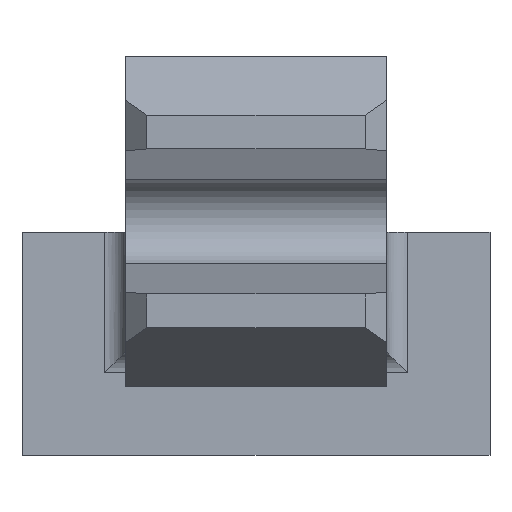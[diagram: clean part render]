
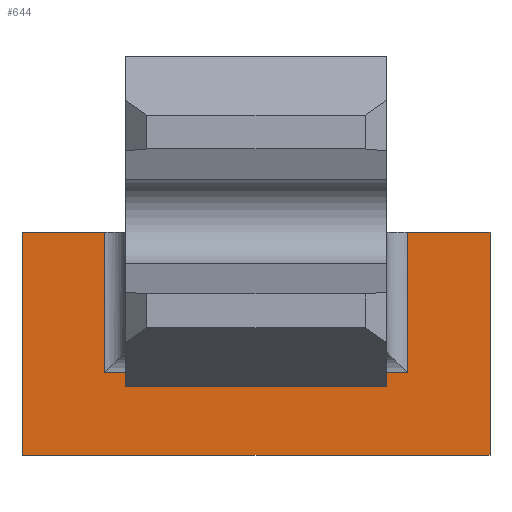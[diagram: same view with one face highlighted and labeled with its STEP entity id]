
A CAD part, front view. The second image highlights one B-rep face of the part: STEP entity #644.
In plain terms, the highlighted planar face has unit normal (0, -1, 0).
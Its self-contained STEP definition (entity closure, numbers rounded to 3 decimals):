
#45=DIRECTION('',(1.,0.,0.));
#46=VECTOR('',#45,0.775);
#47=CARTESIAN_POINT('',(1.425,0.,-0.1));
#48=LINE('',#47,#46);
#49=DIRECTION('',(0.,0.,-1.));
#50=VECTOR('',#49,2.1);
#51=CARTESIAN_POINT('',(2.2,0.,-0.1));
#52=LINE('',#51,#50);
#53=DIRECTION('',(-1.,0.,0.));
#54=VECTOR('',#53,4.4);
#55=CARTESIAN_POINT('',(2.2,0.,-2.2));
#56=LINE('',#55,#54);
#57=DIRECTION('',(0.,0.,1.));
#58=VECTOR('',#57,2.1);
#59=CARTESIAN_POINT('',(-2.2,0.,-2.2));
#60=LINE('',#59,#58);
#61=DIRECTION('',(1.,0.,0.));
#62=VECTOR('',#61,0.775);
#63=CARTESIAN_POINT('',(-2.2,0.,-0.1));
#64=LINE('',#63,#62);
#65=DIRECTION('',(0.,0.,-1.));
#66=VECTOR('',#65,1.325);
#67=CARTESIAN_POINT('',(1.425,0.,-0.1));
#68=LINE('',#67,#66);
#88=DIRECTION('',(1.,0.,0.));
#89=VECTOR('',#88,2.85);
#90=CARTESIAN_POINT('',(-1.425,0.,-1.425));
#91=LINE('',#90,#89);
#106=DIRECTION('',(0.,0.,-1.));
#107=VECTOR('',#106,1.325);
#108=CARTESIAN_POINT('',(-1.425,0.,-0.1));
#109=LINE('',#108,#107);
#485=CARTESIAN_POINT('',(-2.2,0.,-2.2));
#486=CARTESIAN_POINT('',(-2.2,0.,-0.1));
#487=VERTEX_POINT('',#485);
#488=VERTEX_POINT('',#486);
#489=CARTESIAN_POINT('',(2.2,0.,-0.1));
#490=CARTESIAN_POINT('',(2.2,0.,-2.2));
#491=VERTEX_POINT('',#489);
#492=VERTEX_POINT('',#490);
#517=CARTESIAN_POINT('',(-1.425,0.,-0.1));
#518=CARTESIAN_POINT('',(-1.425,0.,-1.425));
#519=VERTEX_POINT('',#517);
#520=VERTEX_POINT('',#518);
#525=CARTESIAN_POINT('',(1.425,0.,-1.425));
#526=VERTEX_POINT('',#525);
#529=CARTESIAN_POINT('',(1.425,0.,-0.1));
#530=VERTEX_POINT('',#529);
#621=CARTESIAN_POINT('',(0.,0.,0.));
#622=DIRECTION('',(0.,1.,0.));
#623=DIRECTION('',(1.,0.,0.));
#624=AXIS2_PLACEMENT_3D('',#621,#622,#623);
#625=PLANE('',#624);
#627=ORIENTED_EDGE('',*,*,#626,.F.);
#629=ORIENTED_EDGE('',*,*,#628,.T.);
#631=ORIENTED_EDGE('',*,*,#630,.T.);
#633=ORIENTED_EDGE('',*,*,#632,.T.);
#635=ORIENTED_EDGE('',*,*,#634,.T.);
#637=ORIENTED_EDGE('',*,*,#636,.T.);
#639=ORIENTED_EDGE('',*,*,#638,.T.);
#641=ORIENTED_EDGE('',*,*,#640,.T.);
#642=EDGE_LOOP('',(#627,#629,#631,#633,#635,#637,#639,#641));
#643=FACE_OUTER_BOUND('',#642,.F.);
#644=ADVANCED_FACE('',(#643),#625,.F.);
#626=EDGE_CURVE('',#530,#526,#68,.T.);
#628=EDGE_CURVE('',#530,#491,#48,.T.);
#630=EDGE_CURVE('',#491,#492,#52,.T.);
#632=EDGE_CURVE('',#492,#487,#56,.T.);
#634=EDGE_CURVE('',#487,#488,#60,.T.);
#636=EDGE_CURVE('',#488,#519,#64,.T.);
#638=EDGE_CURVE('',#519,#520,#109,.T.);
#640=EDGE_CURVE('',#520,#526,#91,.T.);
